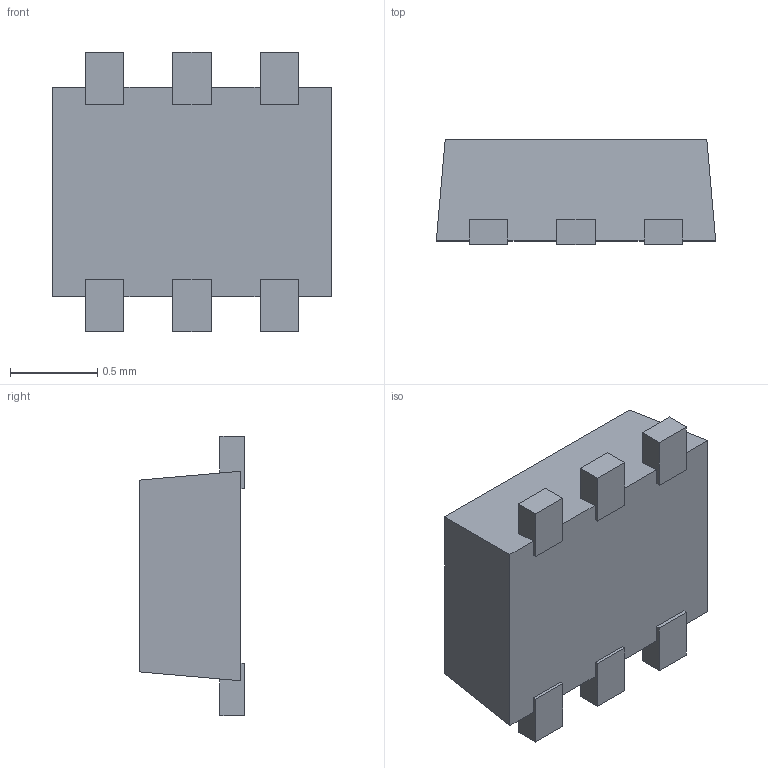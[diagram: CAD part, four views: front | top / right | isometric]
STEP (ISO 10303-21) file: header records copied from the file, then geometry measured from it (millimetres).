
FILE_DESCRIPTION(/* description */ (''),/* implementation_level */ '2;1');
FILE_NAME(/* name */ '',/* time_stamp */ '',/* author */ (''),/* organization */ (''),/* preprocessor_version */ '',/* originating_system */ '',/* authorisation */ '');
FILE_SCHEMA (('AUTOMOTIVE_DESIGN { 1 0 10303 214 3 1 1 }'));
Length unit declared in the file: millimetre
Products named in the file (1): SOT563
Bounding box: 1.6 x 0.6 x 1.6 mm (x, y, z)
Volume: 1.1 mm3; surface area: 7.7 mm2
Topology: 1 solids, 1 shells, 326 faces, 900 edges, 600 vertices
Faces by surface type: plane 165, bspline 160, cylinder 1
Full cylindrical faces by diameter (mm): 0.14 x1
Entity records: 11480 total; most frequent: CARTESIAN_POINT 3714, ORIENTED_EDGE 1798, DIRECTION 1043, EDGE_CURVE 899, VERTEX_POINT 600, LINE 577, VECTOR 577, EDGE_LOOP 351
